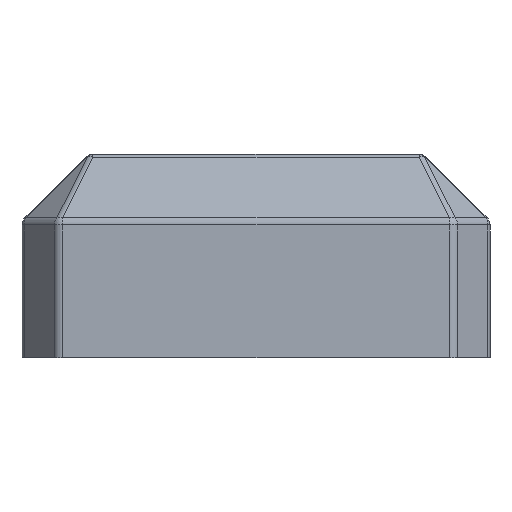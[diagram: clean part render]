
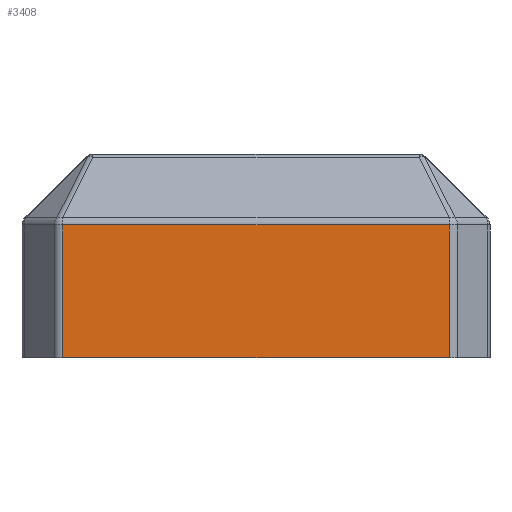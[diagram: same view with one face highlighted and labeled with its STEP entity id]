
A CAD part, left-side view. The second image highlights one B-rep face of the part: STEP entity #3408.
In plain terms, the highlighted planar face has unit normal (-1, 0, 0).
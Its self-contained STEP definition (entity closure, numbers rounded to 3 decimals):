
#31 = PLANE('',#32);
#32 = AXIS2_PLACEMENT_3D('',#33,#34,#35);
#33 = CARTESIAN_POINT('',(-1.712,3.07,3.));
#34 = DIRECTION('',(0.,0.,-1.));
#35 = DIRECTION('',(0.,-1.,0.));
#513 = VERTEX_POINT('',#514);
#514 = CARTESIAN_POINT('',(-65.9,-38.,3.));
#533 = CYLINDRICAL_SURFACE('',#534,2.);
#534 = AXIS2_PLACEMENT_3D('',#535,#536,#537);
#535 = CARTESIAN_POINT('',(-63.9,-38.,3.));
#536 = DIRECTION('',(0.,0.,1.));
#537 = DIRECTION('',(0.,1.,0.));
#545 = EDGE_CURVE('',#513,#546,#548,.T.);
#546 = VERTEX_POINT('',#547);
#547 = CARTESIAN_POINT('',(-65.9,38.,3.));
#548 = SURFACE_CURVE('',#549,(#553,#560),.PCURVE_S1.);
#549 = LINE('',#550,#551);
#550 = CARTESIAN_POINT('',(-65.9,-38.,3.));
#551 = VECTOR('',#552,1.);
#552 = DIRECTION('',(0.,1.,0.));
#553 = PCURVE('',#31,#554);
#554 = DEFINITIONAL_REPRESENTATION('',(#555),#559);
#555 = LINE('',#556,#557);
#556 = CARTESIAN_POINT('',(41.07,64.188));
#557 = VECTOR('',#558,1.);
#558 = DIRECTION('',(-1.,0.));
#559 = ( GEOMETRIC_REPRESENTATION_CONTEXT(2) 
PARAMETRIC_REPRESENTATION_CONTEXT() REPRESENTATION_CONTEXT('2D SPACE',''
  ) );
#560 = PCURVE('',#561,#566);
#561 = PLANE('',#562);
#562 = AXIS2_PLACEMENT_3D('',#563,#564,#565);
#563 = CARTESIAN_POINT('',(-65.9,-38.,3.));
#564 = DIRECTION('',(-1.,0.,0.));
#565 = DIRECTION('',(0.,1.,0.));
#566 = DEFINITIONAL_REPRESENTATION('',(#567),#571);
#567 = LINE('',#568,#569);
#568 = CARTESIAN_POINT('',(0.,0.));
#569 = VECTOR('',#570,1.);
#570 = DIRECTION('',(1.,0.));
#571 = ( GEOMETRIC_REPRESENTATION_CONTEXT(2) 
PARAMETRIC_REPRESENTATION_CONTEXT() REPRESENTATION_CONTEXT('2D SPACE',''
  ) );
#594 = CYLINDRICAL_SURFACE('',#595,2.);
#595 = AXIS2_PLACEMENT_3D('',#596,#597,#598);
#596 = CARTESIAN_POINT('',(-63.9,38.,3.));
#597 = DIRECTION('',(0.,0.,1.));
#598 = DIRECTION('',(0.8,0.6,0.));
#3290 = EDGE_CURVE('',#513,#3291,#3293,.T.);
#3291 = VERTEX_POINT('',#3292);
#3292 = CARTESIAN_POINT('',(-65.9,-38.,29.1));
#3293 = SURFACE_CURVE('',#3294,(#3298,#3305),.PCURVE_S1.);
#3294 = LINE('',#3295,#3296);
#3295 = CARTESIAN_POINT('',(-65.9,-38.,3.));
#3296 = VECTOR('',#3297,1.);
#3297 = DIRECTION('',(0.,0.,1.));
#3298 = PCURVE('',#533,#3299);
#3299 = DEFINITIONAL_REPRESENTATION('',(#3300),#3304);
#3300 = LINE('',#3301,#3302);
#3301 = CARTESIAN_POINT('',(1.571,0.));
#3302 = VECTOR('',#3303,1.);
#3303 = DIRECTION('',(0.,1.));
#3304 = ( GEOMETRIC_REPRESENTATION_CONTEXT(2) 
PARAMETRIC_REPRESENTATION_CONTEXT() REPRESENTATION_CONTEXT('2D SPACE',''
  ) );
#3305 = PCURVE('',#561,#3306);
#3306 = DEFINITIONAL_REPRESENTATION('',(#3307),#3311);
#3307 = LINE('',#3308,#3309);
#3308 = CARTESIAN_POINT('',(0.,0.));
#3309 = VECTOR('',#3310,1.);
#3310 = DIRECTION('',(0.,-1.));
#3311 = ( GEOMETRIC_REPRESENTATION_CONTEXT(2) 
PARAMETRIC_REPRESENTATION_CONTEXT() REPRESENTATION_CONTEXT('2D SPACE',''
  ) );
#3408 = ADVANCED_FACE('',(#3409),#561,.T.);
#3409 = FACE_BOUND('',#3410,.T.);
#3410 = EDGE_LOOP('',(#3411,#3439,#3460,#3461));
#3411 = ORIENTED_EDGE('',*,*,#3412,.T.);
#3412 = EDGE_CURVE('',#3291,#3413,#3415,.T.);
#3413 = VERTEX_POINT('',#3414);
#3414 = CARTESIAN_POINT('',(-65.9,38.,29.1));
#3415 = SURFACE_CURVE('',#3416,(#3420,#3427),.PCURVE_S1.);
#3416 = LINE('',#3417,#3418);
#3417 = CARTESIAN_POINT('',(-65.9,-38.,29.1));
#3418 = VECTOR('',#3419,1.);
#3419 = DIRECTION('',(0.,1.,0.));
#3420 = PCURVE('',#561,#3421);
#3421 = DEFINITIONAL_REPRESENTATION('',(#3422),#3426);
#3422 = LINE('',#3423,#3424);
#3423 = CARTESIAN_POINT('',(0.,-26.1));
#3424 = VECTOR('',#3425,1.);
#3425 = DIRECTION('',(1.,0.));
#3426 = ( GEOMETRIC_REPRESENTATION_CONTEXT(2) 
PARAMETRIC_REPRESENTATION_CONTEXT() REPRESENTATION_CONTEXT('2D SPACE',''
  ) );
#3427 = PCURVE('',#3428,#3433);
#3428 = CYLINDRICAL_SURFACE('',#3429,2.);
#3429 = AXIS2_PLACEMENT_3D('',#3430,#3431,#3432);
#3430 = CARTESIAN_POINT('',(-63.9,-38.,29.1));
#3431 = DIRECTION('',(0.,1.,0.));
#3432 = DIRECTION('',(0.,0.,-1.));
#3433 = DEFINITIONAL_REPRESENTATION('',(#3434),#3438);
#3434 = LINE('',#3435,#3436);
#3435 = CARTESIAN_POINT('',(1.571,0.));
#3436 = VECTOR('',#3437,1.);
#3437 = DIRECTION('',(0.,1.));
#3438 = ( GEOMETRIC_REPRESENTATION_CONTEXT(2) 
PARAMETRIC_REPRESENTATION_CONTEXT() REPRESENTATION_CONTEXT('2D SPACE',''
  ) );
#3439 = ORIENTED_EDGE('',*,*,#3440,.F.);
#3440 = EDGE_CURVE('',#546,#3413,#3441,.T.);
#3441 = SURFACE_CURVE('',#3442,(#3446,#3453),.PCURVE_S1.);
#3442 = LINE('',#3443,#3444);
#3443 = CARTESIAN_POINT('',(-65.9,38.,3.));
#3444 = VECTOR('',#3445,1.);
#3445 = DIRECTION('',(0.,0.,1.));
#3446 = PCURVE('',#561,#3447);
#3447 = DEFINITIONAL_REPRESENTATION('',(#3448),#3452);
#3448 = LINE('',#3449,#3450);
#3449 = CARTESIAN_POINT('',(76.,0.));
#3450 = VECTOR('',#3451,1.);
#3451 = DIRECTION('',(0.,-1.));
#3452 = ( GEOMETRIC_REPRESENTATION_CONTEXT(2) 
PARAMETRIC_REPRESENTATION_CONTEXT() REPRESENTATION_CONTEXT('2D SPACE',''
  ) );
#3453 = PCURVE('',#594,#3454);
#3454 = DEFINITIONAL_REPRESENTATION('',(#3455),#3459);
#3455 = LINE('',#3456,#3457);
#3456 = CARTESIAN_POINT('',(2.498,0.));
#3457 = VECTOR('',#3458,1.);
#3458 = DIRECTION('',(0.,1.));
#3459 = ( GEOMETRIC_REPRESENTATION_CONTEXT(2) 
PARAMETRIC_REPRESENTATION_CONTEXT() REPRESENTATION_CONTEXT('2D SPACE',''
  ) );
#3460 = ORIENTED_EDGE('',*,*,#545,.F.);
#3461 = ORIENTED_EDGE('',*,*,#3290,.T.);
